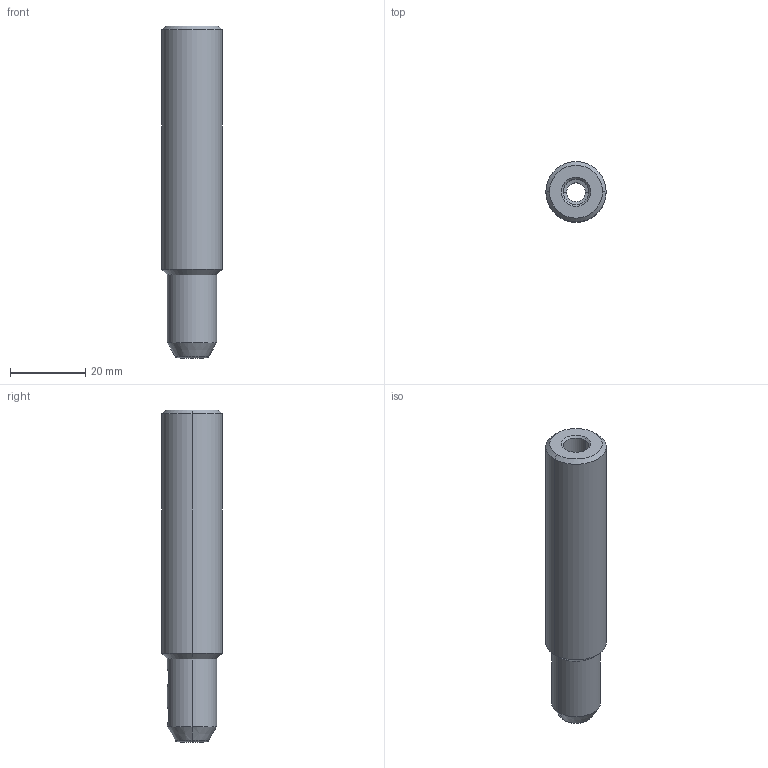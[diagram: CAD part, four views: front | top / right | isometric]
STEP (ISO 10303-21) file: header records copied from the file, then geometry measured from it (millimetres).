
FILE_DESCRIPTION(('no description'),'unknown implementation level');
FILE_NAME('88CCE3C4-13B5-443E-B713-CB48A3377160_export.stp',' ',('CIMSOURCE GmbH'),('CADClick - KiM GmbH - www.kimweb.de'),'unknown preprocess','ACIS','unknown authorization');
FILE_SCHEMA(('automotive_design'));
Length unit declared in the file: millimetre
Products named in the file (3): 613.435 Kaiser RB16-5x88|690.459 Kaiser ETL M4 X 3,5D;Schnitt-Linear austragen2; 613.435 Kaiser RB16-5x88|613.435 Kaiser RB16-5x88;Lineares Muster1
Bounding box: 16 x 16 x 88 mm (x, y, z)
Volume: 13110.6 mm3; surface area: 6330 mm2
Topology: 3 solids, 3 shells, 80 faces, 172 edges, 96 vertices
Faces by surface type: plane 30, cone 28, cylinder 20, torus 2
Entity records: 4353 total; most frequent: CARTESIAN_POINT 570, DIRECTION 396, STYLED_ITEM 347, PRESENTATION_STYLE_ASSIGNMENT 347, COLOUR_RGB 347, ORIENTED_EDGE 336, EDGE_CURVE 168, CURVE_STYLE 168
